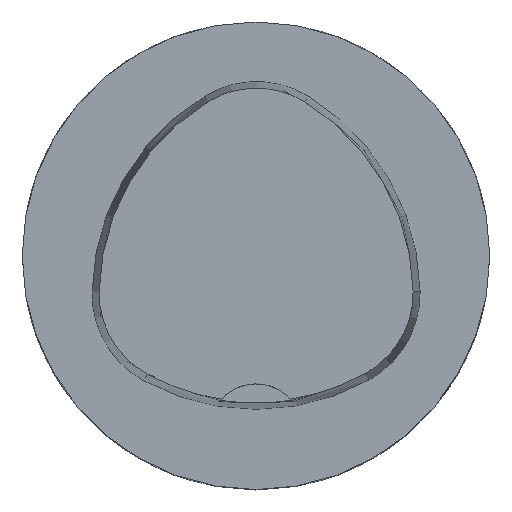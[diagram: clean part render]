
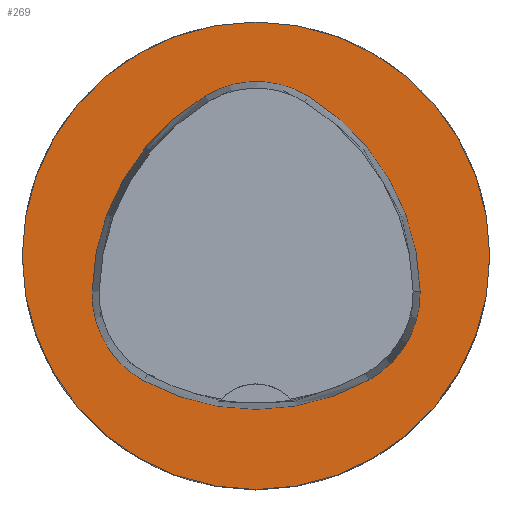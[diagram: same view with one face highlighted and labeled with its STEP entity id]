
A CAD part, top view. The second image highlights one B-rep face of the part: STEP entity #269.
In plain terms, the highlighted planar face has unit normal (0, 0, 1).
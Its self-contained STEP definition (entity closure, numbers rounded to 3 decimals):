
#269=ADVANCED_FACE('',(#643,#644),#342,.T.);
#342=PLANE('',#1763);
#643=FACE_BOUND('',#692,.T.);
#644=FACE_BOUND('',#693,.T.);
#692=EDGE_LOOP('',(#917,#918,#919,#920,#921,#922));
#693=EDGE_LOOP('',(#923));
#917=ORIENTED_EDGE('',*,*,#1446,.F.);
#918=ORIENTED_EDGE('',*,*,#1441,.F.);
#919=ORIENTED_EDGE('',*,*,#1436,.F.);
#920=ORIENTED_EDGE('',*,*,#1433,.F.);
#921=ORIENTED_EDGE('',*,*,#1430,.F.);
#922=ORIENTED_EDGE('',*,*,#1426,.F.);
#923=ORIENTED_EDGE('',*,*,#1449,.T.);
#1260=VERTEX_POINT('',#2568);
#1261=VERTEX_POINT('',#2569);
#1264=VERTEX_POINT('',#2577);
#1266=VERTEX_POINT('',#2583);
#1268=VERTEX_POINT('',#2589);
#1272=VERTEX_POINT('',#2602);
#1276=VERTEX_POINT('',#2620);
#1426=EDGE_CURVE('',#1260,#1261,#1583,.T.);
#1430=EDGE_CURVE('',#1261,#1264,#1585,.T.);
#1433=EDGE_CURVE('',#1264,#1266,#1587,.T.);
#1436=EDGE_CURVE('',#1266,#1268,#1589,.T.);
#1441=EDGE_CURVE('',#1268,#1272,#1592,.T.);
#1446=EDGE_CURVE('',#1272,#1260,#1595,.T.);
#1449=EDGE_CURVE('',#1276,#1276,#1598,.T.);
#1583=CIRCLE('',#1740,20.);
#1585=CIRCLE('',#1743,8.5);
#1587=CIRCLE('',#1746,20.);
#1589=CIRCLE('',#1749,8.5);
#1592=CIRCLE('',#1753,20.);
#1595=CIRCLE('',#1757,8.5);
#1598=CIRCLE('',#1762,20.);
#1740=AXIS2_PLACEMENT_3D('',#2567,#2016,#2017);
#1743=AXIS2_PLACEMENT_3D('',#2576,#2024,#2025);
#1746=AXIS2_PLACEMENT_3D('',#2582,#2031,#2032);
#1749=AXIS2_PLACEMENT_3D('',#2588,#2038,#2039);
#1753=AXIS2_PLACEMENT_3D('',#2601,#2047,#2048);
#1757=AXIS2_PLACEMENT_3D('',#2614,#2056,#2057);
#1762=AXIS2_PLACEMENT_3D('',#2619,#2066,#2067);
#1763=AXIS2_PLACEMENT_3D('',#2621,#2068,#2069);
#2016=DIRECTION('',(0.,0.,1.));
#2017=DIRECTION('',(1.,0.,0.));
#2024=DIRECTION('',(0.,0.,1.));
#2025=DIRECTION('',(1.,0.,0.));
#2031=DIRECTION('',(0.,0.,1.));
#2032=DIRECTION('',(1.,0.,0.));
#2038=DIRECTION('',(0.,0.,1.));
#2039=DIRECTION('',(1.,0.,0.));
#2047=DIRECTION('',(0.,0.,1.));
#2048=DIRECTION('',(1.,0.,0.));
#2056=DIRECTION('',(0.,0.,1.));
#2057=DIRECTION('',(1.,0.,0.));
#2066=DIRECTION('',(0.,0.,1.));
#2067=DIRECTION('',(1.,0.,0.));
#2068=DIRECTION('',(0.,0.,1.));
#2069=DIRECTION('',(-1.,0.,0.));
#2567=CARTESIAN_POINT('',(-5.955,-3.414,0.));
#2568=CARTESIAN_POINT('',(14.041,-3.042,0.));
#2569=CARTESIAN_POINT('',(4.472,13.653,0.));
#2576=CARTESIAN_POINT('',(0.04,6.4,0.));
#2577=CARTESIAN_POINT('',(-4.347,13.68,0.));
#2582=CARTESIAN_POINT('',(5.976,-3.45,0.));
#2583=CARTESIAN_POINT('',(-14.021,-3.075,0.));
#2588=CARTESIAN_POINT('',(-5.522,-3.235,0.));
#2589=CARTESIAN_POINT('',(-9.588,-10.699,0.));
#2601=CARTESIAN_POINT('',(-0.022,6.864,0.));
#2602=CARTESIAN_POINT('',(9.655,-10.639,0.));
#2614=CARTESIAN_POINT('',(5.543,-3.2,0.));
#2619=CARTESIAN_POINT('',(0.,0.,0.));
#2620=CARTESIAN_POINT('',(20.,0.,0.));
#2621=CARTESIAN_POINT('',(0.,0.,0.));
